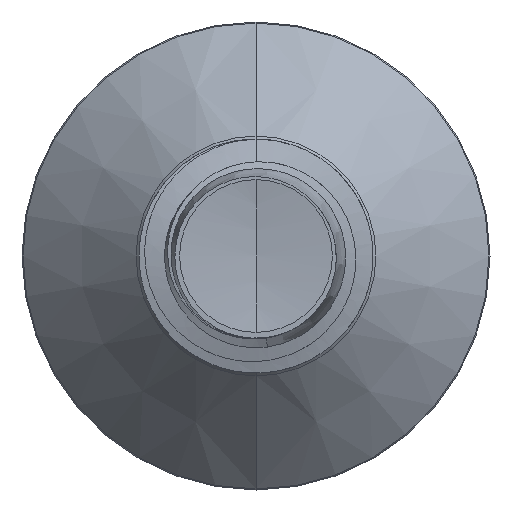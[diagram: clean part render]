
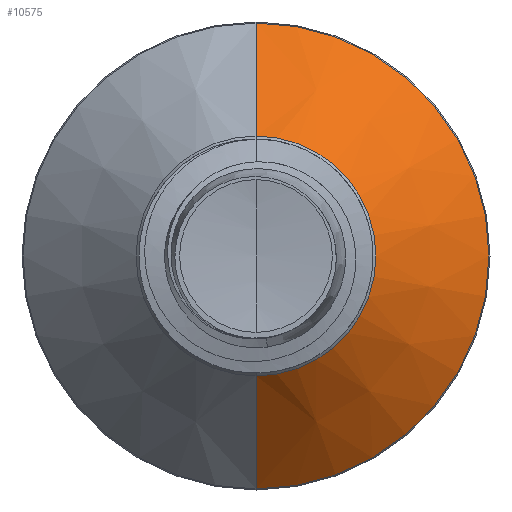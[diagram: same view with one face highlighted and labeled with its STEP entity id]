
A CAD part, front view. The second image highlights one B-rep face of the part: STEP entity #10575.
In plain terms, the highlighted conical face has half-angle 45 degrees and reference radius 2.563 mm.
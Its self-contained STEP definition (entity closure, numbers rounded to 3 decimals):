
#583 = VERTEX_POINT ( 'NONE', #6082 ) ;
#845 = DIRECTION ( 'NONE',  ( 0., 0., 1. ) ) ;
#850 = DIRECTION ( 'NONE',  ( 0., 1., 0. ) ) ;
#864 = VECTOR ( 'NONE', #9071, 1000. ) ;
#904 = CARTESIAN_POINT ( 'NONE',  ( 0., 6.228, 0. ) ) ;
#2382 = AXIS2_PLACEMENT_3D ( 'NONE', #9636, #10242, #5358 ) ;
#3323 = VERTEX_POINT ( 'NONE', #6209 ) ;
#4334 = AXIS2_PLACEMENT_3D ( 'NONE', #10428, #6490, #11283 ) ;
#4823 = LINE ( 'NONE', #9145, #864 ) ;
#5358 = DIRECTION ( 'NONE',  ( 0., 0., 1. ) ) ;
#5582 = ORIENTED_EDGE ( 'NONE', *, *, #9856, .T. ) ;
#5728 = ORIENTED_EDGE ( 'NONE', *, *, #6727, .T. ) ;
#6082 = CARTESIAN_POINT ( 'NONE',  ( 0., 6.228, 4.978 ) ) ;
#6183 = EDGE_CURVE ( 'NONE', #583, #6902, #10704, .T. ) ;
#6209 = CARTESIAN_POINT ( 'NONE',  ( 0., 3.813, -2.563 ) ) ;
#6363 = ORIENTED_EDGE ( 'NONE', *, *, #6183, .F. ) ;
#6490 = DIRECTION ( 'NONE',  ( 0., 1., 0. ) ) ;
#6626 = ORIENTED_EDGE ( 'NONE', *, *, #8803, .F. ) ;
#6712 = AXIS2_PLACEMENT_3D ( 'NONE', #904, #850, #845 ) ;
#6727 = EDGE_CURVE ( 'NONE', #3323, #6902, #10116, .T. ) ;
#6902 = VERTEX_POINT ( 'NONE', #8695 ) ;
#6955 = CONICAL_SURFACE ( 'NONE', #2382, 2.563, 0.785 ) ;
#7008 = VERTEX_POINT ( 'NONE', #8663 ) ;
#7310 = DIRECTION ( 'NONE',  ( 0., 0.707, -0.707 ) ) ;
#7900 = CIRCLE ( 'NONE', #4334, 2.563 ) ;
#8041 = EDGE_LOOP ( 'NONE', ( #5582, #5728, #6363, #6626 ) ) ;
#8663 = CARTESIAN_POINT ( 'NONE',  ( 0., 3.813, 2.563 ) ) ;
#8695 = CARTESIAN_POINT ( 'NONE',  ( 0., 6.228, -4.978 ) ) ;
#8803 = EDGE_CURVE ( 'NONE', #7008, #583, #4823, .T. ) ;
#9071 = DIRECTION ( 'NONE',  ( 0., 0.707, 0.707 ) ) ;
#9145 = CARTESIAN_POINT ( 'NONE',  ( 0., 3.813, 2.563 ) ) ;
#9636 = CARTESIAN_POINT ( 'NONE',  ( 0., 3.813, 0. ) ) ;
#9856 = EDGE_CURVE ( 'NONE', #7008, #3323, #7900, .T. ) ;
#10116 = LINE ( 'NONE', #10677, #10507 ) ;
#10242 = DIRECTION ( 'NONE',  ( 0., 1., 0. ) ) ;
#10428 = CARTESIAN_POINT ( 'NONE',  ( 0., 3.813, 0. ) ) ;
#10507 = VECTOR ( 'NONE', #7310, 1000. ) ;
#10570 = FACE_OUTER_BOUND ( 'NONE', #8041, .T. ) ;
#10575 = ADVANCED_FACE ( 'NONE', ( #10570 ), #6955, .T. ) ;
#10677 = CARTESIAN_POINT ( 'NONE',  ( 0., 3.813, -2.563 ) ) ;
#10704 = CIRCLE ( 'NONE', #6712, 4.978 ) ;
#11283 = DIRECTION ( 'NONE',  ( 0., 0., 1. ) ) ;
